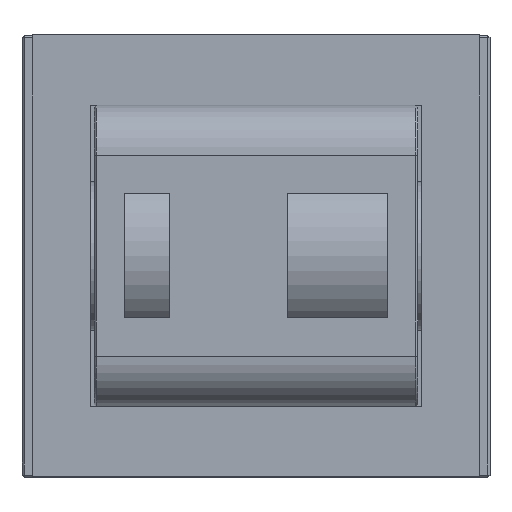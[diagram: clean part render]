
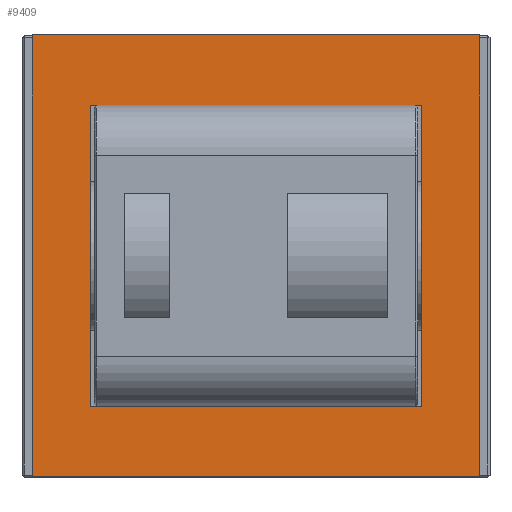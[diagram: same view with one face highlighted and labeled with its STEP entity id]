
A CAD part, top view. The second image highlights one B-rep face of the part: STEP entity #9409.
In plain terms, the highlighted face is planar.
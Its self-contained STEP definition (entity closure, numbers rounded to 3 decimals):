
#1195=LINE('',#15440,#2246);
#1200=LINE('',#15456,#2251);
#1201=LINE('',#15458,#2252);
#1202=LINE('',#15460,#2253);
#1203=LINE('',#15462,#2254);
#1204=LINE('',#15463,#2255);
#1205=LINE('',#15466,#2256);
#1206=LINE('',#15467,#2257);
#2246=VECTOR('',#12695,1000.);
#2251=VECTOR('',#12706,1000.);
#2252=VECTOR('',#12709,1000.);
#2253=VECTOR('',#12710,1000.);
#2254=VECTOR('',#12711,1000.);
#2255=VECTOR('',#12712,1000.);
#2256=VECTOR('',#12713,1000.);
#2257=VECTOR('',#12714,1000.);
#4826=ORIENTED_EDGE('',*,*,#6146,.F.);
#4827=ORIENTED_EDGE('',*,*,#6154,.T.);
#4828=ORIENTED_EDGE('',*,*,#6155,.T.);
#4829=ORIENTED_EDGE('',*,*,#6156,.T.);
#4830=ORIENTED_EDGE('',*,*,#6157,.T.);
#4831=ORIENTED_EDGE('',*,*,#6158,.F.);
#4832=ORIENTED_EDGE('',*,*,#6153,.F.);
#4833=ORIENTED_EDGE('',*,*,#6159,.F.);
#6146=EDGE_CURVE('',#7041,#7042,#1195,.T.);
#6153=EDGE_CURVE('',#7048,#7046,#1200,.T.);
#6154=EDGE_CURVE('',#7041,#7049,#1201,.T.);
#6155=EDGE_CURVE('',#7049,#7050,#1202,.T.);
#6156=EDGE_CURVE('',#7050,#7042,#1203,.T.);
#6157=EDGE_CURVE('',#7051,#7052,#1204,.T.);
#6158=EDGE_CURVE('',#7046,#7052,#1205,.T.);
#6159=EDGE_CURVE('',#7051,#7048,#1206,.T.);
#7041=VERTEX_POINT('',#15441);
#7042=VERTEX_POINT('',#15442);
#7046=VERTEX_POINT('',#15451);
#7048=VERTEX_POINT('',#15455);
#7049=VERTEX_POINT('',#15459);
#7050=VERTEX_POINT('',#15461);
#7051=VERTEX_POINT('',#15464);
#7052=VERTEX_POINT('',#15465);
#7909=EDGE_LOOP('',(#4826,#4827,#4828,#4829));
#7910=EDGE_LOOP('',(#4830,#4831,#4832,#4833));
#8528=FACE_BOUND('',#7909,.T.);
#8529=FACE_BOUND('',#7910,.T.);
#8906=PLANE('',#10180);
#9409=ADVANCED_FACE('',(#8528,#8529),#8906,.T.);
#10180=AXIS2_PLACEMENT_3D('',#15457,#12707,#12708);
#12695=DIRECTION('',(0.,-1.,0.));
#12706=DIRECTION('',(0.,-1.,0.));
#12707=DIRECTION('',(-1.,0.,0.));
#12708=DIRECTION('',(0.,0.,1.));
#12709=DIRECTION('',(0.,0.,1.));
#12710=DIRECTION('',(0.,-1.,0.));
#12711=DIRECTION('',(0.,0.,-1.));
#12712=DIRECTION('',(0.,-1.,0.));
#12713=DIRECTION('',(0.,0.,-1.));
#12714=DIRECTION('',(0.,0.,1.));
#15440=CARTESIAN_POINT('',(-7.45,0.,-15.002));
#15441=CARTESIAN_POINT('',(-7.45,16.47,-15.002));
#15442=CARTESIAN_POINT('',(-7.45,-16.47,-15.002));
#15451=CARTESIAN_POINT('',(-7.45,-22.3,22.));
#15455=CARTESIAN_POINT('',(-7.45,22.3,22.));
#15456=CARTESIAN_POINT('',(-7.45,-16.47,22.));
#15457=CARTESIAN_POINT('',(-7.45,-16.47,22.));
#15458=CARTESIAN_POINT('',(-7.45,16.47,-22.));
#15459=CARTESIAN_POINT('',(-7.45,16.47,15.002));
#15460=CARTESIAN_POINT('',(-7.45,0.,15.002));
#15461=CARTESIAN_POINT('',(-7.45,-16.47,15.002));
#15462=CARTESIAN_POINT('',(-7.45,-16.47,22.));
#15463=CARTESIAN_POINT('',(-7.45,-16.47,-22.));
#15464=CARTESIAN_POINT('',(-7.45,22.3,-22.));
#15465=CARTESIAN_POINT('',(-7.45,-22.3,-22.));
#15466=CARTESIAN_POINT('',(-7.45,-22.3,22.));
#15467=CARTESIAN_POINT('',(-7.45,22.3,-22.));
